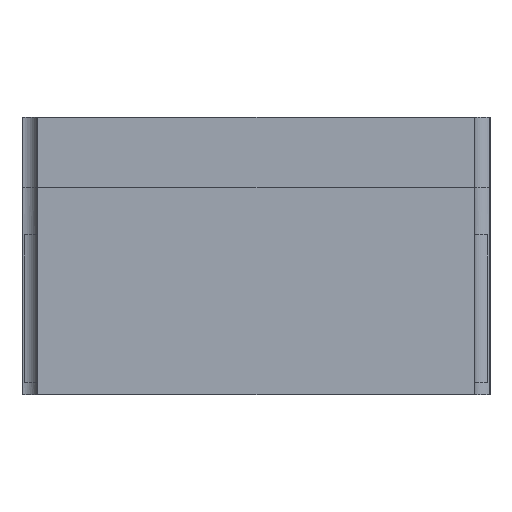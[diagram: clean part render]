
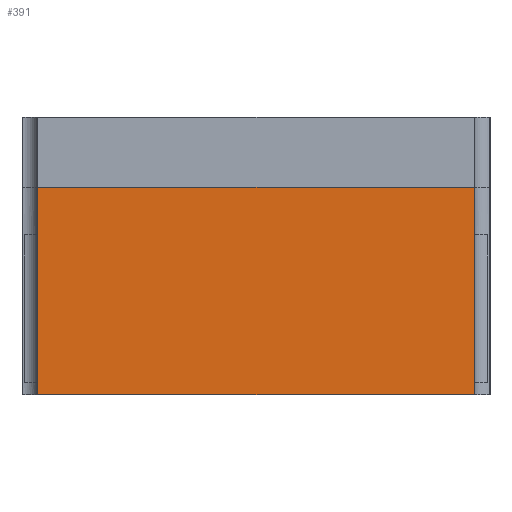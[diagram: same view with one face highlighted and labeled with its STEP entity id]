
A CAD part, left-side view. The second image highlights one B-rep face of the part: STEP entity #391.
In plain terms, the highlighted planar face has unit normal (-1, 0, 0).
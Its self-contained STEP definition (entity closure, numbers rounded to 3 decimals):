
#73 = VERTEX_POINT('',#74);
#74 = CARTESIAN_POINT('',(-2.05,-0.7,0.665));
#81 = EDGE_CURVE('',#73,#82,#84,.T.);
#82 = VERTEX_POINT('',#83);
#83 = CARTESIAN_POINT('',(-2.05,0.7,0.665));
#84 = LINE('',#85,#86);
#85 = CARTESIAN_POINT('',(-2.05,0.375,0.665));
#86 = VECTOR('',#87,1.);
#87 = DIRECTION('',(0.,1.,0.));
#336 = VERTEX_POINT('',#337);
#337 = CARTESIAN_POINT('',(-2.05,0.7,0.));
#344 = EDGE_CURVE('',#82,#336,#345,.T.);
#345 = LINE('',#346,#347);
#346 = CARTESIAN_POINT('',(-2.05,0.7,-0.1));
#347 = VECTOR('',#348,1.);
#348 = DIRECTION('',(0.,0.,-1.));
#391 = ADVANCED_FACE('',(#392),#410,.F.);
#392 = FACE_BOUND('',#393,.F.);
#393 = EDGE_LOOP('',(#394,#402,#403,#404));
#394 = ORIENTED_EDGE('',*,*,#395,.F.);
#395 = EDGE_CURVE('',#336,#396,#398,.T.);
#396 = VERTEX_POINT('',#397);
#397 = CARTESIAN_POINT('',(-2.05,-0.7,0.));
#398 = LINE('',#399,#400);
#399 = CARTESIAN_POINT('',(-2.05,0.75,0.));
#400 = VECTOR('',#401,1.);
#401 = DIRECTION('',(0.,-1.,0.));
#402 = ORIENTED_EDGE('',*,*,#344,.F.);
#403 = ORIENTED_EDGE('',*,*,#81,.F.);
#404 = ORIENTED_EDGE('',*,*,#405,.T.);
#405 = EDGE_CURVE('',#73,#396,#406,.T.);
#406 = LINE('',#407,#408);
#407 = CARTESIAN_POINT('',(-2.05,-0.7,-0.1));
#408 = VECTOR('',#409,1.);
#409 = DIRECTION('',(0.,0.,-1.));
#410 = PLANE('',#411);
#411 = AXIS2_PLACEMENT_3D('',#412,#413,#414);
#412 = CARTESIAN_POINT('',(-2.05,0.75,0.));
#413 = DIRECTION('',(1.,0.,0.));
#414 = DIRECTION('',(0.,-1.,0.));
